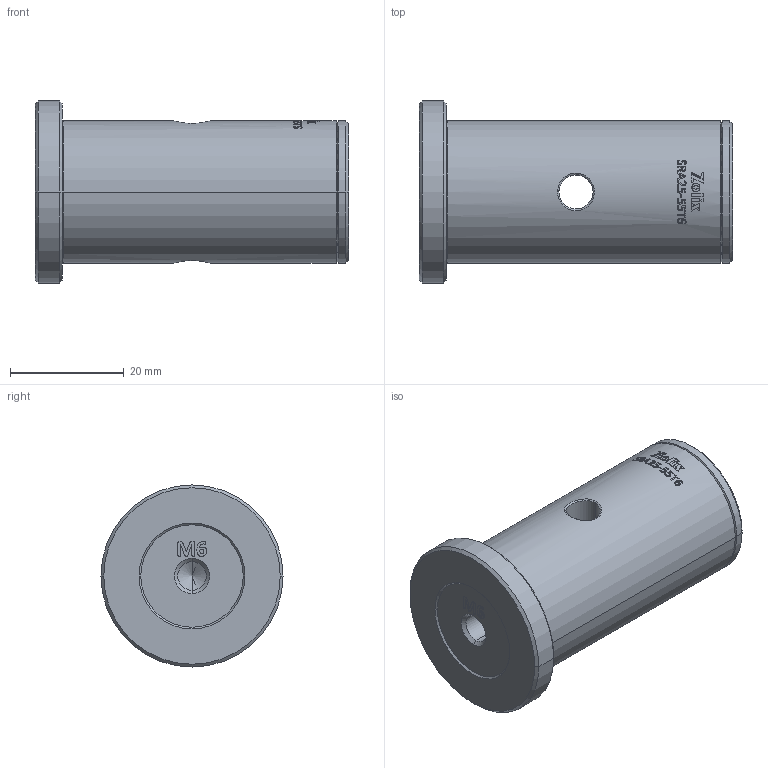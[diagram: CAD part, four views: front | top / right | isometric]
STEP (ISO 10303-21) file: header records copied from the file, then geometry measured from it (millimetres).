
FILE_DESCRIPTION (( 'STEP AP203' ), '1' );
FILE_NAME ('SRA25-55T6.STEP', '2025-07-08T05:51:36', ( '' ), ( '' ), 'SwSTEP 2.0', 'SolidWorks 2020', '' );
FILE_SCHEMA (( 'CONFIG_CONTROL_DESIGN' ));
Length unit declared in the file: millimetre
Products named in the file (1): SRA25-55T6
Bounding box: 55 x 32 x 32 mm (x, y, z)
Volume: 27094.1 mm3; surface area: 6800.3 mm2
Topology: 1 solids, 1 shells, 467 faces, 1265 edges, 828 vertices
Faces by surface type: bspline 307, plane 89, cylinder 39, cone 30, torus 2
Entity records: 29442 total; most frequent: CARTESIAN_POINT 20256, ORIENTED_EDGE 2514, EDGE_CURVE 1257, B_SPLINE_CURVE_WITH_KNOTS 909, VERTEX_POINT 828, DIRECTION 796, EDGE_LOOP 505, ADVANCED_FACE 467
